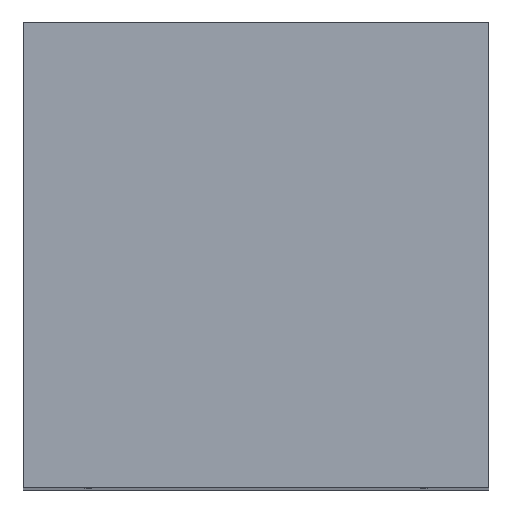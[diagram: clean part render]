
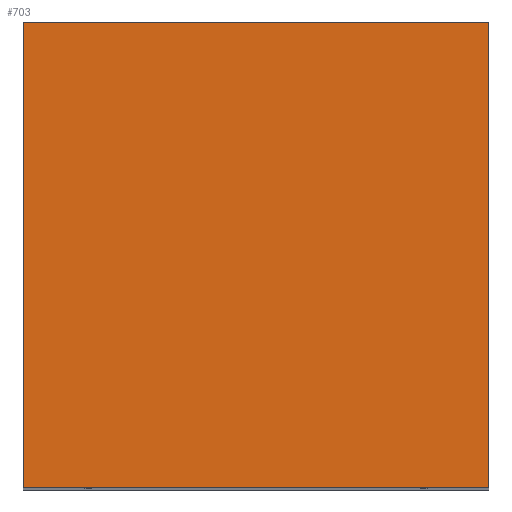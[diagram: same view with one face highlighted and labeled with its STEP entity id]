
A CAD part, top view. The second image highlights one B-rep face of the part: STEP entity #703.
In plain terms, the highlighted planar face has unit normal (0, 0, 1).
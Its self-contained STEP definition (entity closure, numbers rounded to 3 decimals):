
#55 = EDGE_CURVE ( 'NONE', #275, #278, #2274, .T. ) ;
#56 = EDGE_CURVE ( 'NONE', #269, #275, #2276, .T. ) ;
#57 = EDGE_CURVE ( 'NONE', #269, #273, #2290, .T. ) ;
#58 = EDGE_CURVE ( 'NONE', #273, #278, #2285, .T. ) ;
#269 = VERTEX_POINT ( 'NONE', #4403 ) ;
#273 = VERTEX_POINT ( 'NONE', #4407 ) ;
#275 = VERTEX_POINT ( 'NONE', #4409 ) ;
#278 = VERTEX_POINT ( 'NONE', #4412 ) ;
#441 = CARTESIAN_POINT ( 'NONE',  ( -25., 0., 137. ) ) ;
#450 = CARTESIAN_POINT ( 'NONE',  ( 0., 25., 137. ) ) ;
#451 = DIRECTION ( 'NONE',  ( 0., -1., 0. ) ) ;
#452 = CARTESIAN_POINT ( 'NONE',  ( 25., -25., 137. ) ) ;
#453 = DIRECTION ( 'NONE',  ( -1., 0., 0. ) ) ;
#454 = CARTESIAN_POINT ( 'NONE',  ( 25., 25., 137. ) ) ;
#455 = DIRECTION ( 'NONE',  ( 0., -1., 0. ) ) ;
#457 = DIRECTION ( 'NONE',  ( -1., 0., 0. ) ) ;
#703 = ADVANCED_FACE ( 'NONE', ( #3228 ), #4546, .T. ) ;
#1560 = ORIENTED_EDGE ( 'NONE', *, *, #57, .F. ) ;
#1563 = ORIENTED_EDGE ( 'NONE', *, *, #56, .T. ) ;
#1565 = ORIENTED_EDGE ( 'NONE', *, *, #58, .F. ) ;
#1566 = ORIENTED_EDGE ( 'NONE', *, *, #55, .T. ) ;
#2179 = EDGE_LOOP ( 'NONE', ( #1560, #1563, #1566, #1565 ) ) ;
#2274 = LINE ( 'NONE', #441, #2286 ) ;
#2276 = LINE ( 'NONE', #450, #2288 ) ;
#2285 = LINE ( 'NONE', #452, #2292 ) ;
#2286 = VECTOR ( 'NONE', #451, 1000. ) ;
#2288 = VECTOR ( 'NONE', #453, 1000. ) ;
#2290 = LINE ( 'NONE', #454, #2291 ) ;
#2291 = VECTOR ( 'NONE', #455, 1000. ) ;
#2292 = VECTOR ( 'NONE', #457, 1000. ) ;
#2769 = AXIS2_PLACEMENT_3D ( 'NONE', #4549, #4555, #4556 ) ;
#3228 = FACE_OUTER_BOUND ( 'NONE', #2179, .T. ) ;
#4403 = CARTESIAN_POINT ( 'NONE',  ( 25., 25., 137. ) ) ;
#4407 = CARTESIAN_POINT ( 'NONE',  ( 25., -25., 137. ) ) ;
#4409 = CARTESIAN_POINT ( 'NONE',  ( -25., 25., 137. ) ) ;
#4412 = CARTESIAN_POINT ( 'NONE',  ( -25., -25., 137. ) ) ;
#4546 = PLANE ( 'NONE',  #2769 ) ;
#4549 = CARTESIAN_POINT ( 'NONE',  ( 0., 0., 137. ) ) ;
#4555 = DIRECTION ( 'NONE',  ( 0., 0., 1. ) ) ;
#4556 = DIRECTION ( 'NONE',  ( 1., 0., 0. ) ) ;
